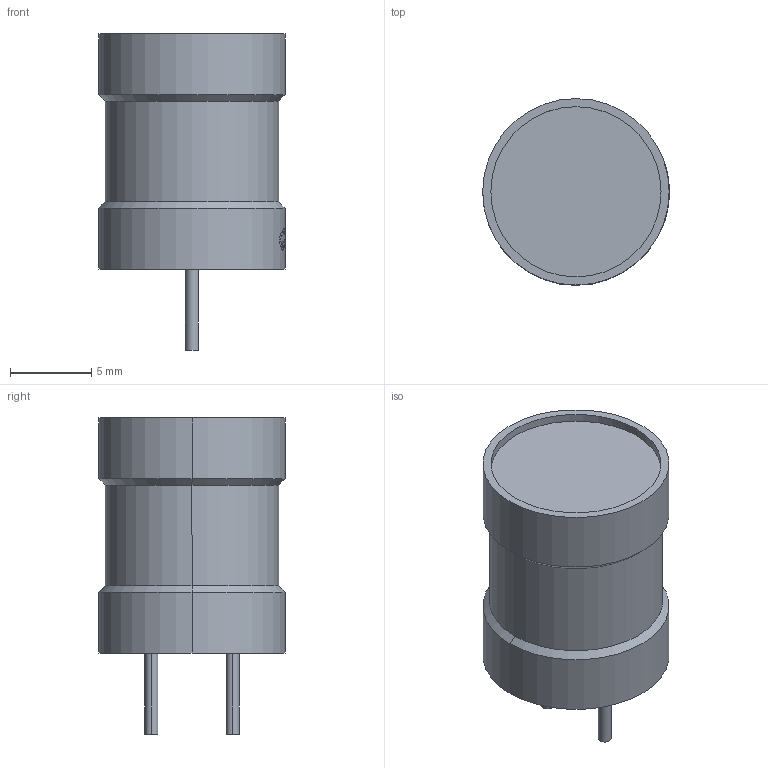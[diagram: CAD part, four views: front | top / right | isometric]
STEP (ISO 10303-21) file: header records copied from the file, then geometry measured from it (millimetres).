
FILE_DESCRIPTION (( 'STEP AP214' ), '1' );
FILE_NAME ('IND-TH_BD11.5-H14.5-P5.00-D0.8.step', '2022-07-09T01:06:53', ( '' ), ( '' ), 'SwSTEP 2.0', 'SolidWorks 2020', '' );
FILE_SCHEMA (( 'AUTOMOTIVE_DESIGN' ));
Length unit declared in the file: millimetre
Products named in the file (1): IND-TH_BD11.5-H14.5-P5.00-D0.8
Bounding box: 11.51 x 11.5 x 19.5 mm (x, y, z)
Volume: 1204.6 mm3; surface area: 844.2 mm2
Topology: 1 solids, 1 shells, 307 faces, 813 edges, 538 vertices
Faces by surface type: bspline 186, plane 80, cylinder 33, torus 4, cone 4
Entity records: 17826 total; most frequent: CARTESIAN_POINT 8567, ORIENTED_EDGE 1626, EDGE_CURVE 813, B_SPLINE_CURVE_WITH_KNOTS 631, VERTEX_POINT 538, DIRECTION 462, EDGE_LOOP 337, UNCERTAINTY_MEASURE_WITH_UNIT 310
